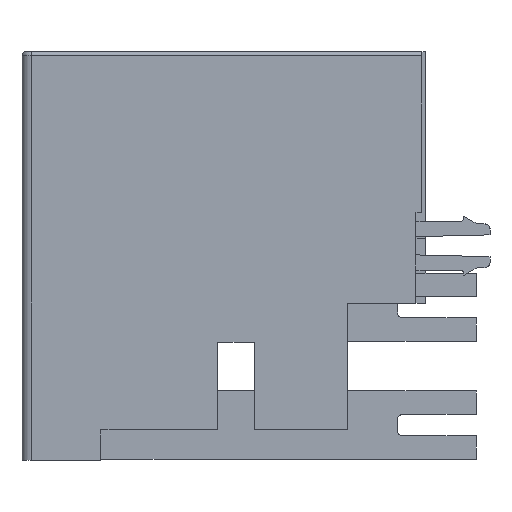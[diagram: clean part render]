
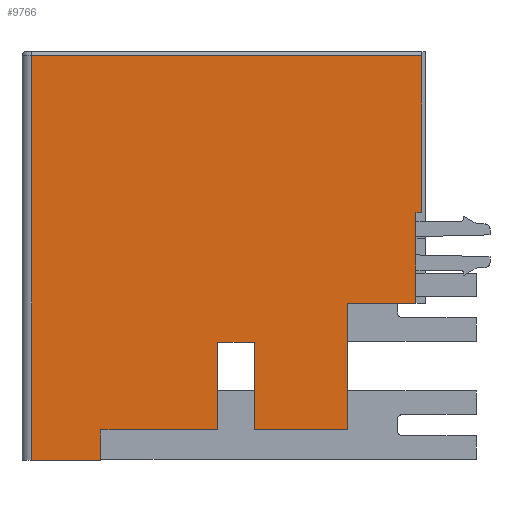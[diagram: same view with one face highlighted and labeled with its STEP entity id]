
A CAD part, left-side view. The second image highlights one B-rep face of the part: STEP entity #9766.
In plain terms, the highlighted planar face has unit normal (-1, 0, 0).
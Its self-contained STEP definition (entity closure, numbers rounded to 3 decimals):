
#781=DIRECTION('',(0.,-1.,0.));
#782=VECTOR('',#781,3.55);
#783=CARTESIAN_POINT('',(-9.1,9.55,-20.95));
#784=LINE('',#783,#782);
#929=DIRECTION('',(0.,0.,-1.));
#930=VECTOR('',#929,8.05);
#931=CARTESIAN_POINT('',(-9.1,-10.46,-0.2));
#932=LINE('',#931,#930);
#2608=DIRECTION('',(0.,-1.,0.));
#2609=VECTOR('',#2608,20.01);
#2610=CARTESIAN_POINT('',(-9.1,9.55,-0.2));
#2611=LINE('',#2610,#2609);
#2615=DIRECTION('',(0.,1.,0.));
#2616=VECTOR('',#2615,0.3);
#2617=CARTESIAN_POINT('',(-9.1,-10.46,-8.25));
#2618=LINE('',#2617,#2616);
#2622=DIRECTION('',(0.,0.,-1.));
#2623=VECTOR('',#2622,4.65);
#2624=CARTESIAN_POINT('',(-9.1,-10.16,-8.25));
#2625=LINE('',#2624,#2623);
#2629=DIRECTION('',(0.,1.,0.));
#2630=VECTOR('',#2629,3.5);
#2631=CARTESIAN_POINT('',(-9.1,-10.16,-12.9));
#2632=LINE('',#2631,#2630);
#2636=DIRECTION('',(0.,0.,1.));
#2637=VECTOR('',#2636,6.5);
#2638=CARTESIAN_POINT('',(-9.1,-6.66,-19.4));
#2639=LINE('',#2638,#2637);
#2643=DIRECTION('',(0.,-1.,0.));
#2644=VECTOR('',#2643,4.8);
#2645=CARTESIAN_POINT('',(-9.1,-1.86,-19.4));
#2646=LINE('',#2645,#2644);
#2650=DIRECTION('',(0.,0.,-1.));
#2651=VECTOR('',#2650,4.5);
#2652=CARTESIAN_POINT('',(-9.1,-1.86,-14.9));
#2653=LINE('',#2652,#2651);
#2657=DIRECTION('',(0.,-1.,0.));
#2658=VECTOR('',#2657,1.86);
#2659=CARTESIAN_POINT('',(-9.1,0.,-14.9));
#2660=LINE('',#2659,#2658);
#2664=DIRECTION('',(0.,0.,1.));
#2665=VECTOR('',#2664,4.5);
#2666=CARTESIAN_POINT('',(-9.1,0.,-19.4));
#2667=LINE('',#2666,#2665);
#2671=DIRECTION('',(0.,-1.,0.));
#2672=VECTOR('',#2671,6.);
#2673=CARTESIAN_POINT('',(-9.1,6.,-19.4));
#2674=LINE('',#2673,#2672);
#2678=DIRECTION('',(0.,0.,1.));
#2679=VECTOR('',#2678,1.55);
#2680=CARTESIAN_POINT('',(-9.1,6.,-20.95));
#2681=LINE('',#2680,#2679);
#2685=DIRECTION('',(0.,0.,-1.));
#2686=VECTOR('',#2685,20.75);
#2687=CARTESIAN_POINT('',(-9.1,9.55,-0.2));
#2688=LINE('',#2687,#2686);
#6900=CARTESIAN_POINT('',(-9.1,9.55,-20.95));
#6902=VERTEX_POINT('',#6900);
#6911=CARTESIAN_POINT('',(-9.1,6.,-20.95));
#6913=VERTEX_POINT('',#6911);
#6915=CARTESIAN_POINT('',(-9.1,6.,-19.4));
#6916=VERTEX_POINT('',#6915);
#6917=CARTESIAN_POINT('',(-9.1,0.,-19.4));
#6918=VERTEX_POINT('',#6917);
#6919=CARTESIAN_POINT('',(-9.1,0.,-14.9));
#6920=VERTEX_POINT('',#6919);
#6921=CARTESIAN_POINT('',(-9.1,-1.86,-14.9));
#6922=VERTEX_POINT('',#6921);
#6923=CARTESIAN_POINT('',(-9.1,-1.86,-19.4));
#6924=VERTEX_POINT('',#6923);
#6925=CARTESIAN_POINT('',(-9.1,-6.66,-19.4));
#6926=VERTEX_POINT('',#6925);
#6927=CARTESIAN_POINT('',(-9.1,-6.66,-12.9));
#6928=VERTEX_POINT('',#6927);
#6983=CARTESIAN_POINT('',(-9.1,-10.16,-8.25));
#6984=CARTESIAN_POINT('',(-9.1,-10.16,-12.9));
#6985=VERTEX_POINT('',#6983);
#6986=VERTEX_POINT('',#6984);
#6987=CARTESIAN_POINT('',(-9.1,-10.46,-8.25));
#6988=VERTEX_POINT('',#6987);
#7637=CARTESIAN_POINT('',(-9.1,-10.46,-0.2));
#7639=VERTEX_POINT('',#7637);
#7640=CARTESIAN_POINT('',(-9.1,9.55,-0.2));
#7641=VERTEX_POINT('',#7640);
#9742=CARTESIAN_POINT('',(-9.1,9.55,0.));
#9743=DIRECTION('',(-1.,0.,0.));
#9744=DIRECTION('',(0.,-1.,0.));
#9745=AXIS2_PLACEMENT_3D('',#9742,#9743,#9744);
#9746=PLANE('',#9745);
#9747=ORIENTED_EDGE('',*,*,#8669,.T.);
#9748=ORIENTED_EDGE('',*,*,#8687,.T.);
#9750=ORIENTED_EDGE('',*,*,#9749,.T.);
#9751=ORIENTED_EDGE('',*,*,#9619,.T.);
#9752=ORIENTED_EDGE('',*,*,#8809,.T.);
#9753=ORIENTED_EDGE('',*,*,#9028,.F.);
#9754=ORIENTED_EDGE('',*,*,#9111,.F.);
#9755=ORIENTED_EDGE('',*,*,#8371,.F.);
#9757=ORIENTED_EDGE('',*,*,#9756,.F.);
#9758=ORIENTED_EDGE('',*,*,#9399,.F.);
#9759=ORIENTED_EDGE('',*,*,#9520,.F.);
#9760=ORIENTED_EDGE('',*,*,#9232,.F.);
#9761=ORIENTED_EDGE('',*,*,#8570,.F.);
#9763=ORIENTED_EDGE('',*,*,#9762,.F.);
#9764=EDGE_LOOP('',(#9747,#9748,#9750,#9751,#9752,#9753,#9754,#9755,#9757,#9758,
#9759,#9760,#9761,#9763));
#9765=FACE_OUTER_BOUND('',#9764,.F.);
#8371=EDGE_CURVE('',#6922,#6924,#2653,.T.);
#8570=EDGE_CURVE('',#6902,#6913,#784,.T.);
#8669=EDGE_CURVE('',#7641,#7639,#2611,.T.);
#8687=EDGE_CURVE('',#7639,#6988,#932,.T.);
#8809=EDGE_CURVE('',#6986,#6928,#2632,.T.);
#9028=EDGE_CURVE('',#6926,#6928,#2639,.T.);
#9111=EDGE_CURVE('',#6924,#6926,#2646,.T.);
#9232=EDGE_CURVE('',#6913,#6916,#2681,.T.);
#9399=EDGE_CURVE('',#6918,#6920,#2667,.T.);
#9520=EDGE_CURVE('',#6916,#6918,#2674,.T.);
#9619=EDGE_CURVE('',#6985,#6986,#2625,.T.);
#9749=EDGE_CURVE('',#6988,#6985,#2618,.T.);
#9756=EDGE_CURVE('',#6920,#6922,#2660,.T.);
#9762=EDGE_CURVE('',#7641,#6902,#2688,.T.);
#9766=ADVANCED_FACE('',(#9765),#9746,.T.);
